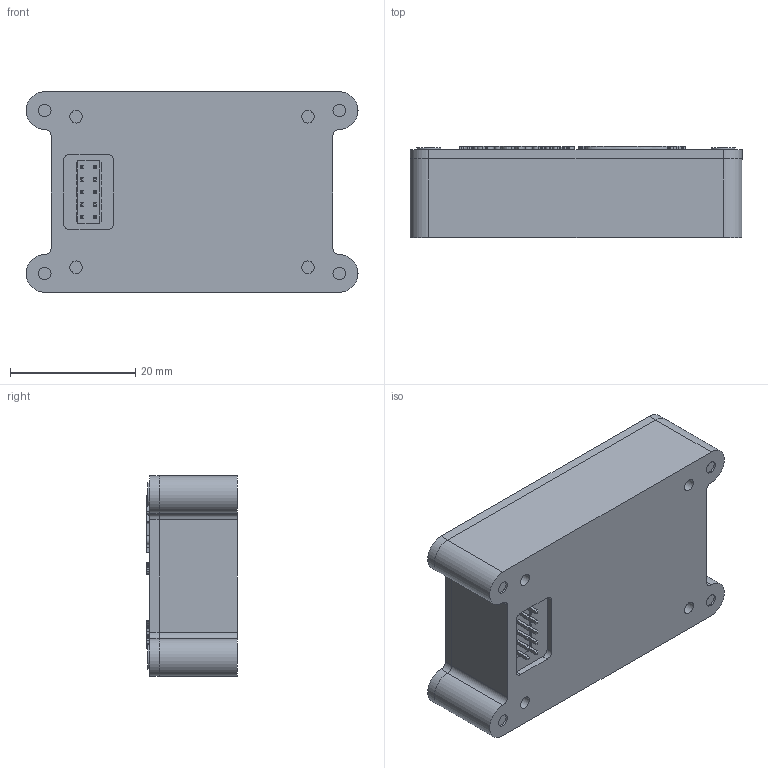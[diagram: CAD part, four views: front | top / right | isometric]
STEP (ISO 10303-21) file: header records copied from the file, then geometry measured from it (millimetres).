
FILE_DESCRIPTION (( '' ), '' );
FILE_NAME ('', '', ( '' ), ( '' ), '', '', '' );
FILE_SCHEMA (('CONFIG_CONTROL_DESIGN'));
Products named in the file (8): brd; m22-2520505_asm; pcb; dozi_box; dozi_cover; ISO 7046-2 Z - M2x14 - 8.8 - Z1; Šroubový spoj1; piDOSE-DCD
Bounding box: 53 x 14.5 x 32 mm (x, y, z)
Volume: 10043.2 mm3; surface area: 13847.3 mm2
Topology: 18 solids, 18 shells, 1476 faces, 3748 edges, 2450 vertices
Faces by surface type: plane 1133, bspline 249, cylinder 78, cone 16
Full cylindrical faces by diameter (mm): 0.704 x10, 2 x20, 2.2 x4, 3.8 x4
Entity records: 54297 total; most frequent: CARTESIAN_POINT 21444, ORIENTED_EDGE 7158, DIRECTION 5578, EDGE_CURVE 3571, LINE 2928, VECTOR 2928, VERTEX_POINT 2363, EDGE_LOOP 1662
